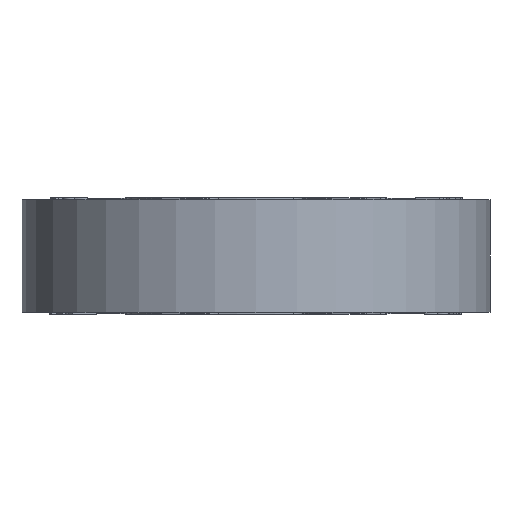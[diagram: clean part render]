
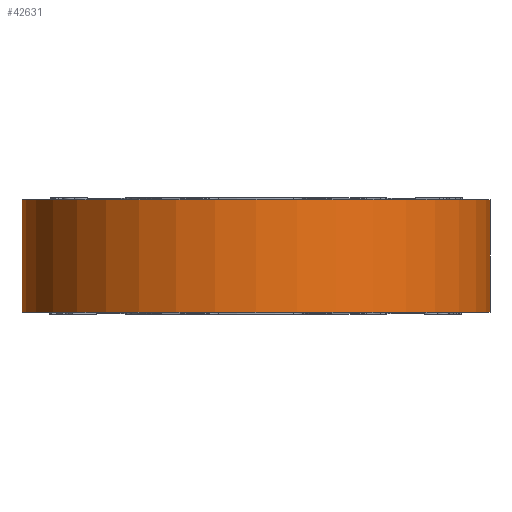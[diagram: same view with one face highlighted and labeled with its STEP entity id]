
A CAD part, front view. The second image highlights one B-rep face of the part: STEP entity #42631.
In plain terms, the highlighted cylindrical face has radius 25.4 mm (diameter 50.8 mm), a partial arc.
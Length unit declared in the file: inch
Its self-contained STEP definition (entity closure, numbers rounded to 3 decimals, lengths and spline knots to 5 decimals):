
#2253 = VERTEX_POINT ( 'NONE', #32336 ) ;
#2583 = VERTEX_POINT ( 'NONE', #37682 ) ;
#6383 = DIRECTION ( 'NONE',  ( 0., 0., -1. ) ) ;
#7320 = ORIENTED_EDGE ( 'NONE', *, *, #28912, .F. ) ;
#7953 = DIRECTION ( 'NONE',  ( -1., 0., 0. ) ) ;
#9077 = CARTESIAN_POINT ( 'NONE',  ( -1., 0., -0.24018 ) ) ;
#11392 = VECTOR ( 'NONE', #39511, 39.37008 ) ;
#12021 = CIRCLE ( 'NONE', #32104, 1. ) ;
#13039 = DIRECTION ( 'NONE',  ( 1., 0., 0. ) ) ;
#15276 = ORIENTED_EDGE ( 'NONE', *, *, #28715, .F. ) ;
#16543 = ORIENTED_EDGE ( 'NONE', *, *, #26802, .F. ) ;
#17073 = DIRECTION ( 'NONE',  ( 0., 0., -1. ) ) ;
#18723 = CARTESIAN_POINT ( 'NONE',  ( 1., 0., 0.25 ) ) ;
#20379 = VECTOR ( 'NONE', #6383, 39.37008 ) ;
#20541 = CYLINDRICAL_SURFACE ( 'NONE', #37524, 1. ) ;
#21211 = EDGE_LOOP ( 'NONE', ( #15276, #16543, #35258, #7320 ) ) ;
#22004 = VERTEX_POINT ( 'NONE', #9077 ) ;
#22535 = VERTEX_POINT ( 'NONE', #33835 ) ;
#23284 = CARTESIAN_POINT ( 'NONE',  ( -1., 0., 0.25 ) ) ;
#24436 = CARTESIAN_POINT ( 'NONE',  ( 0., 0., 0.25 ) ) ;
#24781 = LINE ( 'NONE', #18723, #11392 ) ;
#26802 = EDGE_CURVE ( 'NONE', #2583, #2253, #12021, .T. ) ;
#27538 = EDGE_CURVE ( 'NONE', #2583, #22004, #29572, .T. ) ;
#28599 = DIRECTION ( 'NONE',  ( 0., 0., -1. ) ) ;
#28715 = EDGE_CURVE ( 'NONE', #2253, #22535, #24781, .T. ) ;
#28912 = EDGE_CURVE ( 'NONE', #22535, #22004, #31504, .T. ) ;
#29572 = LINE ( 'NONE', #23284, #20379 ) ;
#30798 = AXIS2_PLACEMENT_3D ( 'NONE', #35570, #28599, #42281 ) ;
#31504 = CIRCLE ( 'NONE', #30798, 1. ) ;
#32104 = AXIS2_PLACEMENT_3D ( 'NONE', #39947, #36053, #13039 ) ;
#32336 = CARTESIAN_POINT ( 'NONE',  ( 1., 0., 0.24018 ) ) ;
#33835 = CARTESIAN_POINT ( 'NONE',  ( 1., 0., -0.24018 ) ) ;
#35258 = ORIENTED_EDGE ( 'NONE', *, *, #27538, .T. ) ;
#35570 = CARTESIAN_POINT ( 'NONE',  ( 0., 0., -0.24018 ) ) ;
#36053 = DIRECTION ( 'NONE',  ( 0., 0., 1. ) ) ;
#37524 = AXIS2_PLACEMENT_3D ( 'NONE', #24436, #17073, #7953 ) ;
#37682 = CARTESIAN_POINT ( 'NONE',  ( -1., 0., 0.24018 ) ) ;
#39511 = DIRECTION ( 'NONE',  ( 0., 0., -1. ) ) ;
#39947 = CARTESIAN_POINT ( 'NONE',  ( 0., 0., 0.24018 ) ) ;
#40724 = FACE_OUTER_BOUND ( 'NONE', #21211, .T. ) ;
#42281 = DIRECTION ( 'NONE',  ( -1., 0., 0. ) ) ;
#42631 = ADVANCED_FACE ( 'NONE', ( #40724 ), #20541, .T. ) ;
